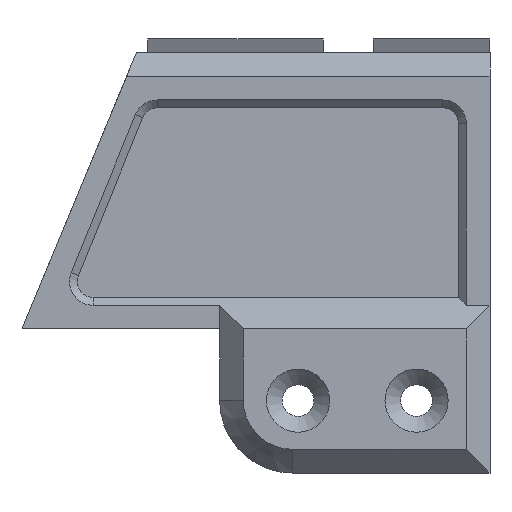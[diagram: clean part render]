
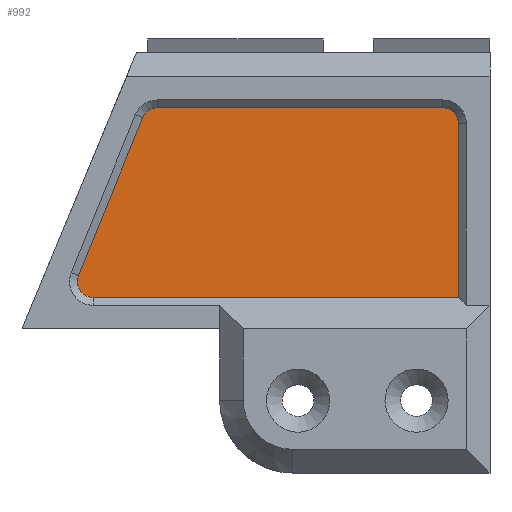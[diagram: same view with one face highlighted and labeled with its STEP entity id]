
A CAD part, left-side view. The second image highlights one B-rep face of the part: STEP entity #992.
In plain terms, the highlighted planar face has unit normal (-1, 0, 0).
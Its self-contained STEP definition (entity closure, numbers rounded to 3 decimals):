
#926=CARTESIAN_POINT('',(-18.65,0.,0.));
#927=DIRECTION('',(-1.,0.,0.));
#928=DIRECTION('',(0.,-1.,0.));
#929=AXIS2_PLACEMENT_3D('',#926,#927,#928);
#930=PLANE('',#929);
#931=CARTESIAN_POINT('',(-18.65,8.973,98.753));
#932=VERTEX_POINT('',#931);
#933=CARTESIAN_POINT('',(-18.65,17.098,78.753));
#934=VERTEX_POINT('',#933);
#935=CARTESIAN_POINT('',(-18.65,8.973,98.753));
#936=DIRECTION('',(0.,0.376,-0.926));
#937=VECTOR('',#936,21.587);
#938=LINE('',#935,#937);
#939=EDGE_CURVE('',#932,#934,#938,.T.);
#940=ORIENTED_EDGE('',*,*,#939,.T.);
#941=CARTESIAN_POINT('',(-18.65,15.245,76.));
#942=VERTEX_POINT('',#941);
#943=CARTESIAN_POINT('',(-18.65,15.245,78.));
#944=DIRECTION('',(-1.,0.,0.));
#945=DIRECTION('',(0.,0.,1.));
#946=AXIS2_PLACEMENT_3D('',#943,#944,#945);
#947=CIRCLE('',#946,2.);
#948=EDGE_CURVE('',#934,#942,#947,.T.);
#949=ORIENTED_EDGE('',*,*,#948,.T.);
#950=CARTESIAN_POINT('',(-18.65,-31.,76.));
#951=VERTEX_POINT('',#950);
#952=CARTESIAN_POINT('',(-18.65,-31.,76.));
#953=DIRECTION('',(0.,1.,-0.));
#954=VECTOR('',#953,46.245);
#955=LINE('',#952,#954);
#956=EDGE_CURVE('',#951,#942,#955,.T.);
#957=ORIENTED_EDGE('',*,*,#956,.F.);
#958=CARTESIAN_POINT('',(-18.65,-31.,98.));
#959=VERTEX_POINT('',#958);
#960=CARTESIAN_POINT('',(-18.65,-31.,76.));
#961=DIRECTION('',(0.,0.,1.));
#962=VECTOR('',#961,22.);
#963=LINE('',#960,#962);
#964=EDGE_CURVE('',#951,#959,#963,.T.);
#965=ORIENTED_EDGE('',*,*,#964,.T.);
#966=CARTESIAN_POINT('',(-18.65,-29.,100.));
#967=VERTEX_POINT('',#966);
#968=CARTESIAN_POINT('',(-18.65,-29.,98.));
#969=DIRECTION('',(-1.,0.,0.));
#970=DIRECTION('',(0.,0.,1.));
#971=AXIS2_PLACEMENT_3D('',#968,#969,#970);
#972=CIRCLE('',#971,2.);
#973=EDGE_CURVE('',#959,#967,#972,.T.);
#974=ORIENTED_EDGE('',*,*,#973,.T.);
#975=CARTESIAN_POINT('',(-18.65,7.12,100.));
#976=VERTEX_POINT('',#975);
#977=CARTESIAN_POINT('',(-18.65,-29.,100.));
#978=DIRECTION('',(0.,1.,0.));
#979=VECTOR('',#978,36.12);
#980=LINE('',#977,#979);
#981=EDGE_CURVE('',#967,#976,#980,.T.);
#982=ORIENTED_EDGE('',*,*,#981,.T.);
#983=CARTESIAN_POINT('',(-18.65,7.12,98.));
#984=DIRECTION('',(-1.,0.,0.));
#985=DIRECTION('',(0.,0.,1.));
#986=AXIS2_PLACEMENT_3D('',#983,#984,#985);
#987=CIRCLE('',#986,2.);
#988=EDGE_CURVE('',#976,#932,#987,.T.);
#989=ORIENTED_EDGE('',*,*,#988,.T.);
#990=EDGE_LOOP('',(#940,#949,#957,#965,#974,#982,#989));
#991=FACE_BOUND('',#990,.T.);
#992=ADVANCED_FACE('',(#991),#930,.T.);
